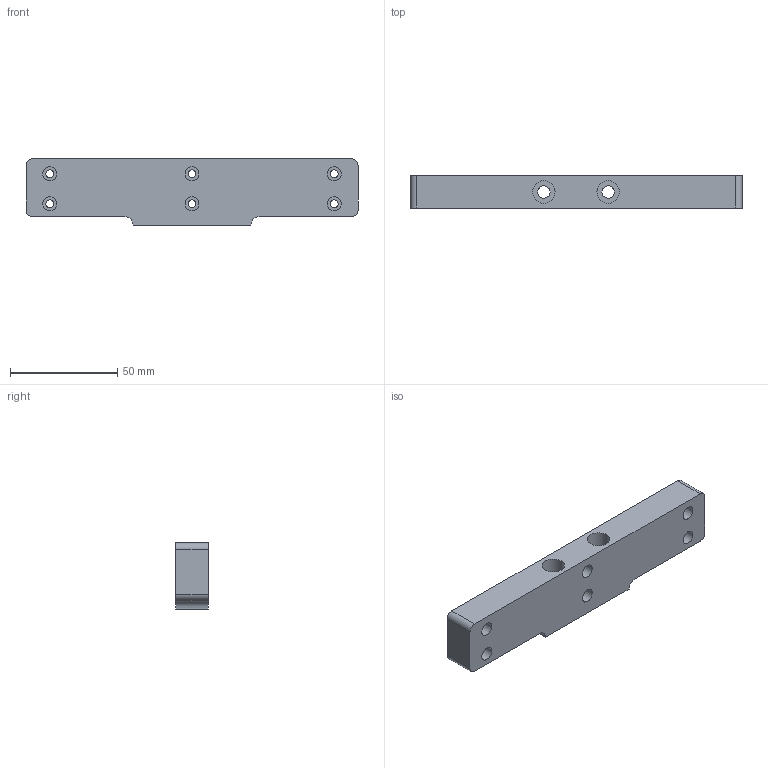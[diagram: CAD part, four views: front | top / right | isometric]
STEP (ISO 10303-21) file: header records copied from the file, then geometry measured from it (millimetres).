
FILE_DESCRIPTION(/* description */ ('Unknown'),/* implementation_level */ '2;1');
FILE_NAME(/* name */ 'Adapterplatte',/* time_stamp */ '2024-11-20T18:24:51+01:00',/* author */ ('Unknown'),/* organization */ ('Unknown'),/* preprocessor_version */ 'ST-DEVELOPER v18.102',/* originating_system */ 'Solid Edge',/* authorisation */ 'Unknown');
FILE_SCHEMA (('AUTOMOTIVE_DESIGN {1 0 10303 214 3 1 1}'));
Length unit declared in the file: millimetre
Products named in the file (1): Adapterplatte
Bounding box: 155 x 15 x 31 mm (x, y, z)
Volume: 59145.8 mm3; surface area: 17426.5 mm2
Topology: 1 solids, 1 shells, 38 faces, 90 edges, 62 vertices
Faces by surface type: cylinder 22, plane 16
Full cylindrical faces by diameter (mm): 3.6 x6, 5.8 x2, 6.5 x6, 10.5 x2
Entity records: 1054 total; most frequent: DIRECTION 190, CARTESIAN_POINT 163, ORIENTED_EDGE 136, AXIS2_PLACEMENT_3D 83, EDGE_LOOP 78, FACE_BOUND 78, EDGE_CURVE 68, VERTEX_POINT 56
